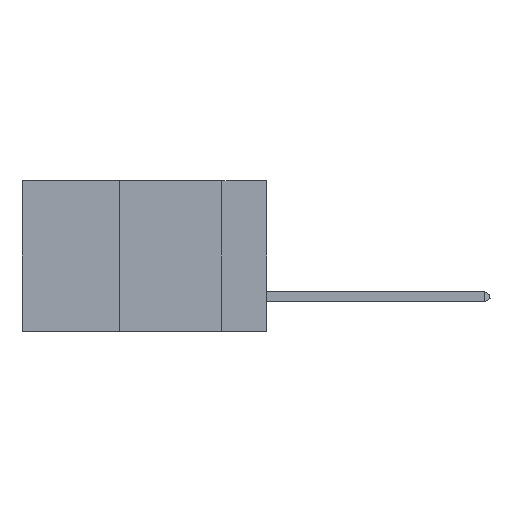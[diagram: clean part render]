
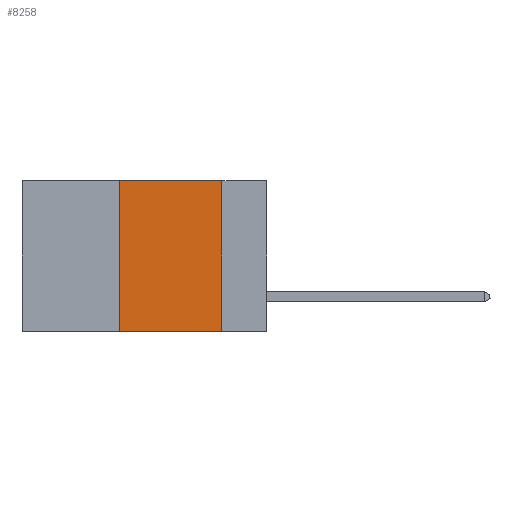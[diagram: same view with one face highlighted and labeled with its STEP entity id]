
A CAD part, left-side view. The second image highlights one B-rep face of the part: STEP entity #8258.
In plain terms, the highlighted planar face has unit normal (-1, 0, 0).
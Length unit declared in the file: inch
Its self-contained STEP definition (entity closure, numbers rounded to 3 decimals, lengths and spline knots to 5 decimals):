
#632 = LINE ( 'NONE', #6175, #802 ) ;
#802 = VECTOR ( 'NONE', #9581, 39.37008 ) ;
#928 = LINE ( 'NONE', #4632, #12905 ) ;
#1860 = VECTOR ( 'NONE', #9313, 39.37008 ) ;
#2377 = EDGE_CURVE ( 'NONE', #6074, #5266, #632, .T. ) ;
#2417 = DIRECTION ( 'NONE',  ( 0., 0., -1. ) ) ;
#3065 = CARTESIAN_POINT ( 'NONE',  ( 0., 0.36, 0. ) ) ;
#3382 = VERTEX_POINT ( 'NONE', #11956 ) ;
#4632 = CARTESIAN_POINT ( 'NONE',  ( 0., 0.36, 0. ) ) ;
#4738 = DIRECTION ( 'NONE',  ( 0., 0., 1. ) ) ;
#4797 = VERTEX_POINT ( 'NONE', #3065 ) ;
#5219 = LINE ( 'NONE', #12988, #7932 ) ;
#5266 = VERTEX_POINT ( 'NONE', #14255 ) ;
#5268 = FACE_OUTER_BOUND ( 'NONE', #10075, .T. ) ;
#5389 = CARTESIAN_POINT ( 'NONE',  ( 0., 0.36, -0.37 ) ) ;
#5742 = DIRECTION ( 'NONE',  ( 1., 0., 0. ) ) ;
#5790 = CARTESIAN_POINT ( 'NONE',  ( 0., 0.6, 0. ) ) ;
#5891 = ORIENTED_EDGE ( 'NONE', *, *, #8286, .F. ) ;
#6074 = VERTEX_POINT ( 'NONE', #5389 ) ;
#6175 = CARTESIAN_POINT ( 'NONE',  ( 0., 0.6, -0.37 ) ) ;
#6336 = AXIS2_PLACEMENT_3D ( 'NONE', #5790, #5742, #2417 ) ;
#6709 = LINE ( 'NONE', #11736, #1860 ) ;
#7098 = DIRECTION ( 'NONE',  ( 0., -1., 0. ) ) ;
#7383 = ORIENTED_EDGE ( 'NONE', *, *, #13489, .F. ) ;
#7932 = VECTOR ( 'NONE', #7098, 39.37008 ) ;
#8258 = ADVANCED_FACE ( 'NONE', ( #5268 ), #12796, .F. ) ;
#8286 = EDGE_CURVE ( 'NONE', #6074, #4797, #928, .T. ) ;
#8735 = ORIENTED_EDGE ( 'NONE', *, *, #2377, .T. ) ;
#9298 = EDGE_CURVE ( 'NONE', #3382, #5266, #6709, .T. ) ;
#9313 = DIRECTION ( 'NONE',  ( 0., 0., -1. ) ) ;
#9581 = DIRECTION ( 'NONE',  ( 0., -1., 0. ) ) ;
#10027 = ORIENTED_EDGE ( 'NONE', *, *, #9298, .F. ) ;
#10075 = EDGE_LOOP ( 'NONE', ( #10027, #7383, #5891, #8735 ) ) ;
#11736 = CARTESIAN_POINT ( 'NONE',  ( 0., 0.11, 0. ) ) ;
#11956 = CARTESIAN_POINT ( 'NONE',  ( 0., 0.11, 0. ) ) ;
#12796 = PLANE ( 'NONE',  #6336 ) ;
#12905 = VECTOR ( 'NONE', #4738, 39.37008 ) ;
#12988 = CARTESIAN_POINT ( 'NONE',  ( 0., 0.6, 0. ) ) ;
#13489 = EDGE_CURVE ( 'NONE', #4797, #3382, #5219, .T. ) ;
#14255 = CARTESIAN_POINT ( 'NONE',  ( 0., 0.11, -0.37 ) ) ;
